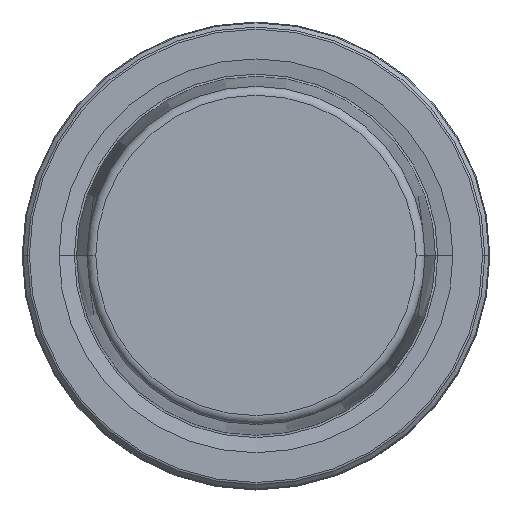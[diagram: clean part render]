
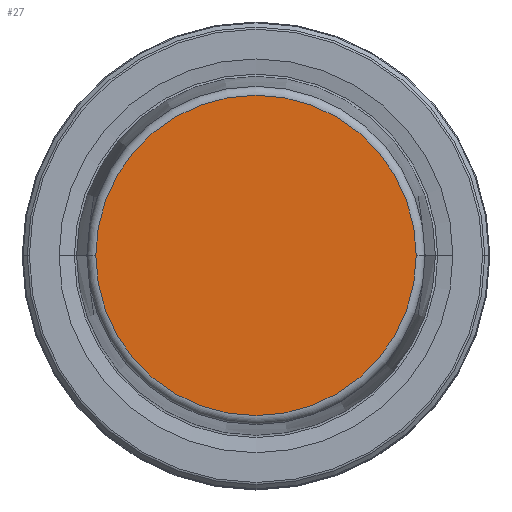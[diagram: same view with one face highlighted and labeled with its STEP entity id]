
A CAD part, top view. The second image highlights one B-rep face of the part: STEP entity #27.
In plain terms, the highlighted planar face has unit normal (0, 0, 1).
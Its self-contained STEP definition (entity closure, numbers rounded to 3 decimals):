
#14 = DIRECTION ( 'NONE',  ( 1., 0., 0. ) ) ;
#27 = ADVANCED_FACE ( 'NONE', ( #553 ), #300, .F. ) ;
#35 = CARTESIAN_POINT ( 'NONE',  ( 21.581, 0., 31.9 ) ) ;
#118 = CIRCLE ( 'NONE', #668, 21.581 ) ;
#191 = DIRECTION ( 'NONE',  ( 0., 0., 1. ) ) ;
#210 = CARTESIAN_POINT ( 'NONE',  ( 0., 0., 31.9 ) ) ;
#223 = DIRECTION ( 'NONE',  ( 1., 0., 0. ) ) ;
#300 = PLANE ( 'NONE',  #755 ) ;
#377 = EDGE_LOOP ( 'NONE', ( #1106, #1213 ) ) ;
#393 = EDGE_CURVE ( 'NONE', #533, #968, #118, .T. ) ;
#470 = EDGE_CURVE ( 'NONE', #968, #533, #714, .T. ) ;
#533 = VERTEX_POINT ( 'NONE', #35 ) ;
#553 = FACE_OUTER_BOUND ( 'NONE', #377, .T. ) ;
#668 = AXIS2_PLACEMENT_3D ( 'NONE', #895, #1220, #223 ) ;
#714 = CIRCLE ( 'NONE', #894, 21.581 ) ;
#755 = AXIS2_PLACEMENT_3D ( 'NONE', #210, #925, #1238 ) ;
#880 = CARTESIAN_POINT ( 'NONE',  ( 0., 0., 31.9 ) ) ;
#894 = AXIS2_PLACEMENT_3D ( 'NONE', #880, #191, #14 ) ;
#895 = CARTESIAN_POINT ( 'NONE',  ( 0., 0., 31.9 ) ) ;
#925 = DIRECTION ( 'NONE',  ( 0., 0., -1. ) ) ;
#968 = VERTEX_POINT ( 'NONE', #1060 ) ;
#1060 = CARTESIAN_POINT ( 'NONE',  ( -21.581, 0., 31.9 ) ) ;
#1106 = ORIENTED_EDGE ( 'NONE', *, *, #393, .T. ) ;
#1213 = ORIENTED_EDGE ( 'NONE', *, *, #470, .T. ) ;
#1220 = DIRECTION ( 'NONE',  ( 0., 0., 1. ) ) ;
#1238 = DIRECTION ( 'NONE',  ( -1., 0., 0. ) ) ;
